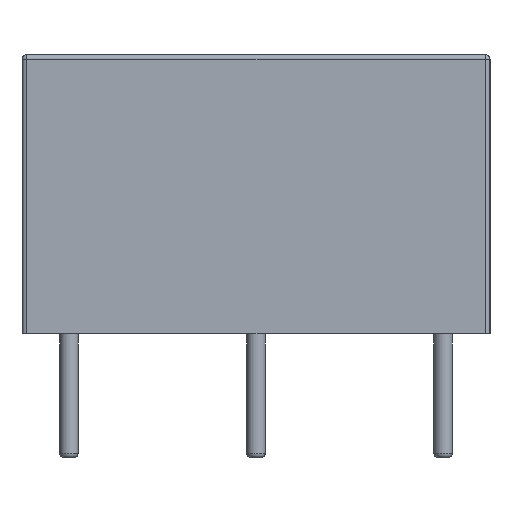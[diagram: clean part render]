
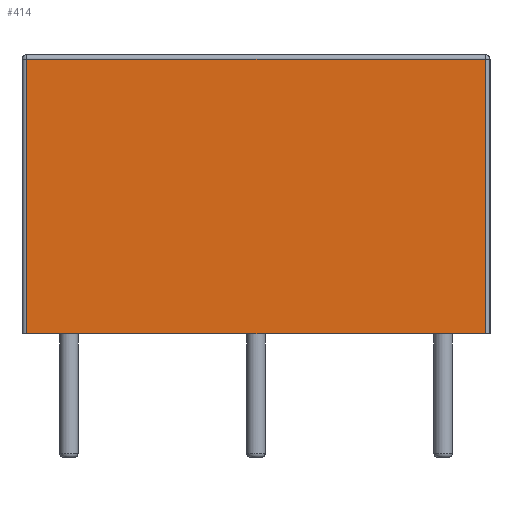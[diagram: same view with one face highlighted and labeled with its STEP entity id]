
A CAD part, left-side view. The second image highlights one B-rep face of the part: STEP entity #414.
In plain terms, the highlighted planar face has unit normal (-1, 0, 0).
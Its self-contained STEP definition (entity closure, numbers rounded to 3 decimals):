
#146 = VERTEX_POINT('',#147);
#147 = CARTESIAN_POINT('',(-2.54,-2.29,0.1));
#154 = EDGE_CURVE('',#146,#155,#157,.T.);
#155 = VERTEX_POINT('',#156);
#156 = CARTESIAN_POINT('',(-2.54,22.61,0.1));
#157 = LINE('',#158,#159);
#158 = CARTESIAN_POINT('',(-2.54,-2.54,0.1));
#159 = VECTOR('',#160,1.);
#160 = DIRECTION('',(0.,1.,0.));
#368 = EDGE_CURVE('',#155,#369,#371,.T.);
#369 = VERTEX_POINT('',#370);
#370 = CARTESIAN_POINT('',(-2.54,22.61,15.01));
#371 = LINE('',#372,#373);
#372 = CARTESIAN_POINT('',(-2.54,22.61,0.1));
#373 = VECTOR('',#374,1.);
#374 = DIRECTION('',(0.,0.,1.));
#395 = EDGE_CURVE('',#146,#396,#398,.T.);
#396 = VERTEX_POINT('',#397);
#397 = CARTESIAN_POINT('',(-2.54,-2.29,15.01));
#398 = LINE('',#399,#400);
#399 = CARTESIAN_POINT('',(-2.54,-2.29,0.1));
#400 = VECTOR('',#401,1.);
#401 = DIRECTION('',(0.,0.,1.));
#414 = ADVANCED_FACE('',(#415),#426,.T.);
#415 = FACE_BOUND('',#416,.T.);
#416 = EDGE_LOOP('',(#417,#418,#419,#420));
#417 = ORIENTED_EDGE('',*,*,#368,.F.);
#418 = ORIENTED_EDGE('',*,*,#154,.F.);
#419 = ORIENTED_EDGE('',*,*,#395,.T.);
#420 = ORIENTED_EDGE('',*,*,#421,.T.);
#421 = EDGE_CURVE('',#396,#369,#422,.T.);
#422 = LINE('',#423,#424);
#423 = CARTESIAN_POINT('',(-2.54,-2.29,15.01));
#424 = VECTOR('',#425,1.);
#425 = DIRECTION('',(0.,1.,0.));
#426 = PLANE('',#427);
#427 = AXIS2_PLACEMENT_3D('',#428,#429,#430);
#428 = CARTESIAN_POINT('',(-2.54,-2.54,0.1));
#429 = DIRECTION('',(-1.,0.,0.));
#430 = DIRECTION('',(0.,1.,0.));
